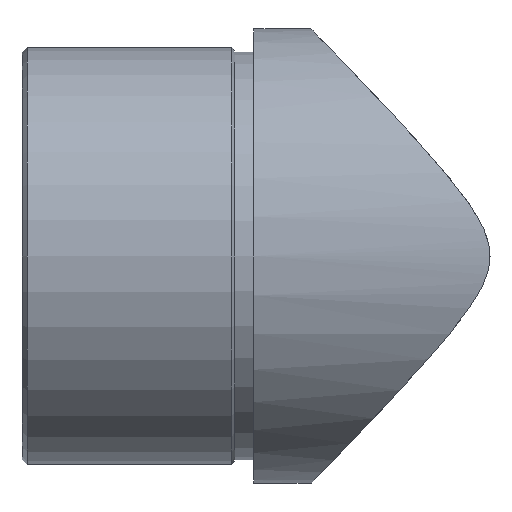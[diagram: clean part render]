
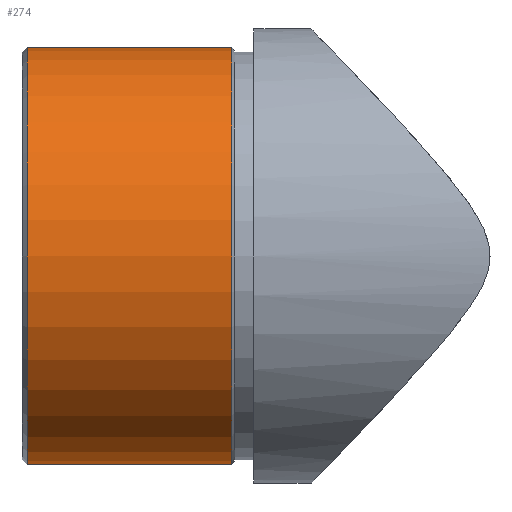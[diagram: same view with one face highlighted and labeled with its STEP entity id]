
A CAD part, front view. The second image highlights one B-rep face of the part: STEP entity #274.
In plain terms, the highlighted cylindrical face has radius 23.85 mm (diameter 47.7 mm), a full revolution.
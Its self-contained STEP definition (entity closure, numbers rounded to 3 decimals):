
#274=ADVANCED_FACE('',(#501,#503),#505,.T.);
#501=FACE_OUTER_BOUND('',#502,.T.);
#502=EDGE_LOOP('',(#660));
#503=FACE_OUTER_BOUND('',#504,.T.);
#504=EDGE_LOOP('',(#661));
#505=CYLINDRICAL_SURFACE('',#506,23.85);
#506=AXIS2_PLACEMENT_3D('',#507,#508,#509);
#507=CARTESIAN_POINT('',(0.6,0.,0.));
#508=DIRECTION('',(1.,0.,0.));
#509=DIRECTION('',(0.,1.,0.));
#660=ORIENTED_EDGE('',*,*,#733,.F.);
#661=ORIENTED_EDGE('',*,*,#731,.T.);
#731=EDGE_CURVE('',#845,#845,#846,.T.);
#733=EDGE_CURVE('',#849,#849,#850,.T.);
#845=VERTEX_POINT('',#2849);
#846=CIRCLE('',#2850,23.85);
#849=VERTEX_POINT('',#2859);
#850=CIRCLE('',#2860,23.85);
#2849=CARTESIAN_POINT('',(0.6,23.85,0.));
#2850=AXIS2_PLACEMENT_3D('',#2851,#2852,#2853);
#2851=CARTESIAN_POINT('',(0.6,0.,0.));
#2852=DIRECTION('',(1.,0.,0.));
#2853=DIRECTION('',(0.,1.,0.));
#2859=CARTESIAN_POINT('',(24.,23.85,0.));
#2860=AXIS2_PLACEMENT_3D('',#2861,#2862,#2863);
#2861=CARTESIAN_POINT('',(24.,0.,0.));
#2862=DIRECTION('',(1.,0.,0.));
#2863=DIRECTION('',(0.,1.,0.));
